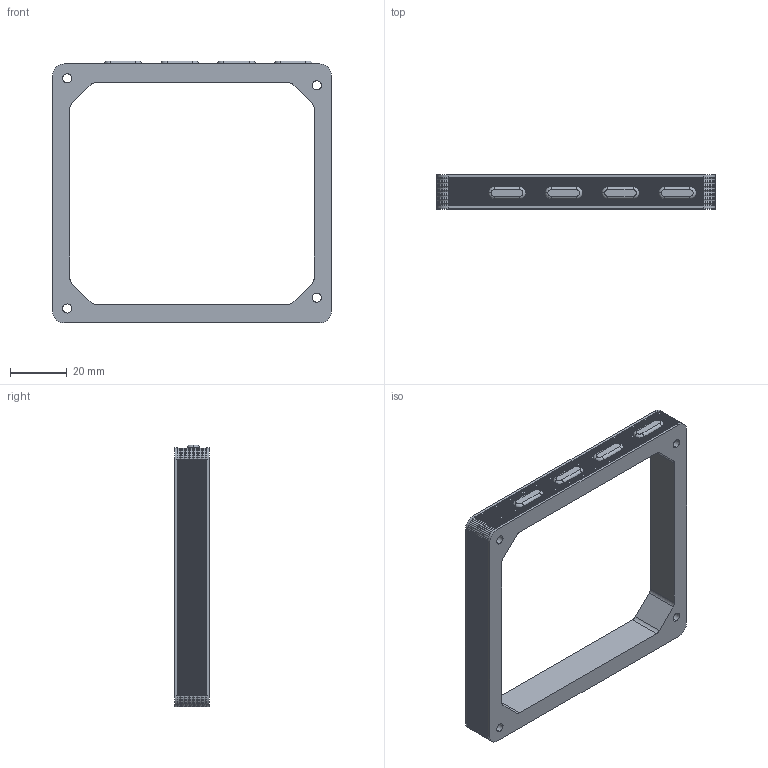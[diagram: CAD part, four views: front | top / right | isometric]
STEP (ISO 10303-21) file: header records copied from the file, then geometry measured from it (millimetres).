
FILE_DESCRIPTION (( 'STEP AP214' ), '1' );
FILE_NAME ('Magnetorquer_Z.STEP', '2018-05-11T08:57:36', ( '' ), ( '' ), 'SwSTEP 2.0', 'SolidWorks 2018', '' );
FILE_SCHEMA (( 'AUTOMOTIVE_DESIGN' ));
Length unit declared in the file: millimetre
Products named in the file (1): Magnetorquer_Z
Bounding box: 98.15 x 12 x 92.3 mm (x, y, z)
Volume: 19548.8 mm3; surface area: 24763 mm2
Topology: 5 solids, 6 shells, 676 faces, 1586 edges, 924 vertices
Faces by surface type: cylinder 366, torus 276, plane 34
Entity records: 26158 total; most frequent: DIRECTION 4082, CARTESIAN_POINT 3187, ORIENTED_EDGE 3172, AXIS2_PLACEMENT_3D 1819, EDGE_CURVE 1586, CIRCLE 1142, VERTEX_POINT 924, EDGE_LOOP 690
